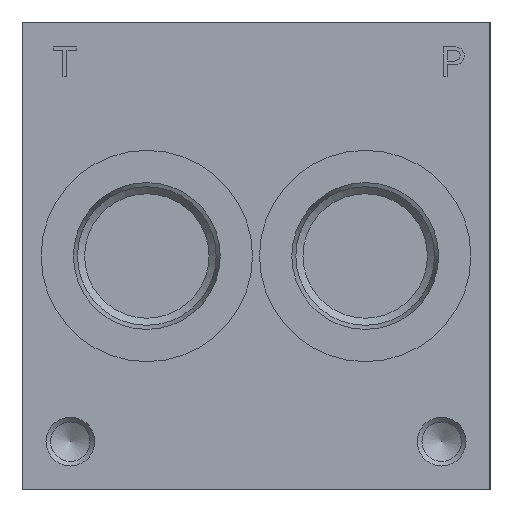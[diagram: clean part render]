
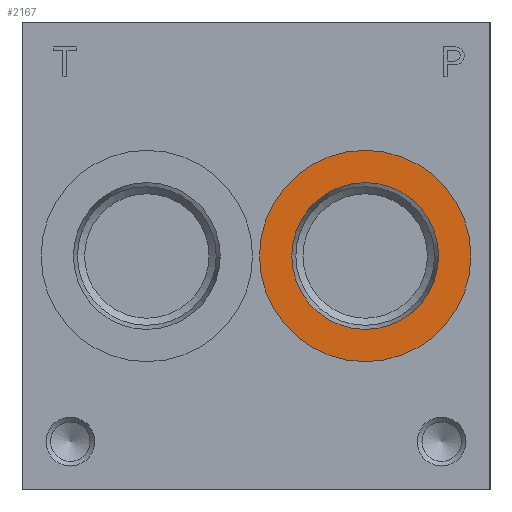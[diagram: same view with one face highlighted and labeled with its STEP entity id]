
A CAD part, left-side view. The second image highlights one B-rep face of the part: STEP entity #2167.
In plain terms, the highlighted planar face has unit normal (-1, 0, 0).
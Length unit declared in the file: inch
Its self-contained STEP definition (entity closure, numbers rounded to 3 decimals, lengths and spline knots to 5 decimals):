
#2167 = ADVANCED_FACE( '', ( #4870, #4871 ), #4872, .T. );
#4870 = FACE_BOUND( '', #7770, .T. );
#4871 = FACE_OUTER_BOUND( '', #7771, .T. );
#4872 = PLANE( '', #7772 );
#7770 = EDGE_LOOP( '', ( #13602 ) );
#7771 = EDGE_LOOP( '', ( #13603 ) );
#7772 = AXIS2_PLACEMENT_3D( '', #13604, #13605, #13606 );
#13602 = ORIENTED_EDGE( '', *, *, #16578, .T. );
#13603 = ORIENTED_EDGE( '', *, *, #16017, .F. );
#13604 = CARTESIAN_POINT( '', ( 0.031, 1.4775, 1.5 ) );
#13605 = DIRECTION( '', ( -1., 0., 0. ) );
#13606 = DIRECTION( '', ( 0., 0., 1. ) );
#16017 = EDGE_CURVE( '', #19272, #19272, #19273, .T. );
#16578 = EDGE_CURVE( '', #20030, #20030, #20031, .T. );
#19272 = VERTEX_POINT( '', #23587 );
#19273 = CIRCLE( '', #23588, 0.6775 );
#20030 = VERTEX_POINT( '', #24604 );
#20031 = CIRCLE( '', #24605, 0.4705 );
#23587 = CARTESIAN_POINT( '', ( 0.031, 0.8, 0.8225 ) );
#23588 = AXIS2_PLACEMENT_3D( '', #26961, #26962, #26963 );
#24604 = CARTESIAN_POINT( '', ( 0.031, 0.8, 1.0295 ) );
#24605 = AXIS2_PLACEMENT_3D( '', #27562, #27563, #27564 );
#26961 = CARTESIAN_POINT( '', ( 0.031, 0.8, 1.5 ) );
#26962 = DIRECTION( '', ( 1., 0., 0. ) );
#26963 = DIRECTION( '', ( 0., 0., -1. ) );
#27562 = CARTESIAN_POINT( '', ( 0.031, 0.8, 1.5 ) );
#27563 = DIRECTION( '', ( 1., 0., 0. ) );
#27564 = DIRECTION( '', ( 0., 0., -1. ) );
